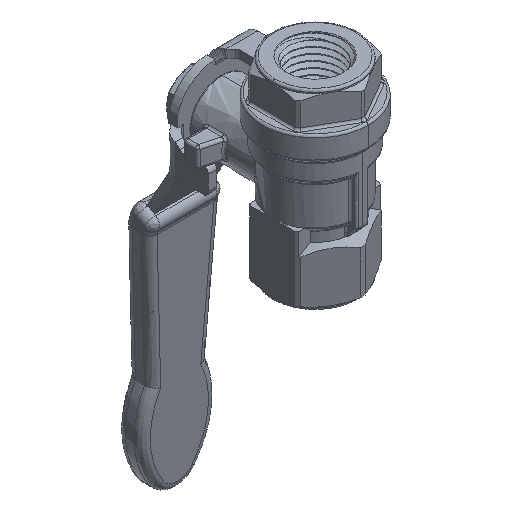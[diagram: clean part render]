
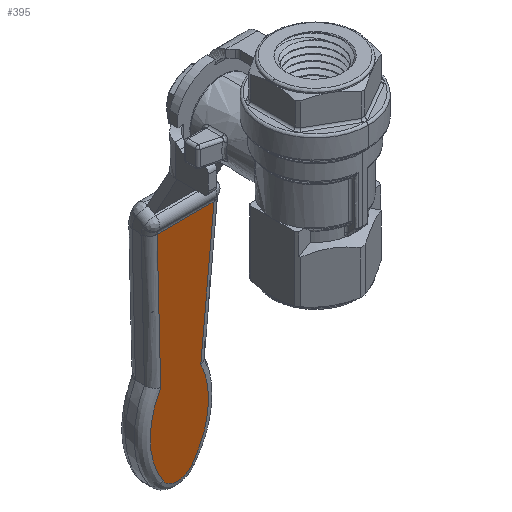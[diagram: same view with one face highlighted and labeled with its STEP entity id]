
A CAD part, isometric view. The second image highlights one B-rep face of the part: STEP entity #395.
In plain terms, the highlighted free-form (B-spline) face has degree [1, 1] with [2, 2] control points.
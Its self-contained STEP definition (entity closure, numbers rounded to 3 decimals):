
#24 = VERTEX_POINT('',#25);
#25 = CARTESIAN_POINT('',(-7.066,32.177,
    -27.317));
#46 = VERTEX_POINT('',#47);
#47 = CARTESIAN_POINT('',(-4.978,33.386,
    -61.93));
#64 = EDGE_CURVE('',#24,#46,#65,.T.);
#65 = B_SPLINE_CURVE_WITH_KNOTS('',1,(#66,#67),.UNSPECIFIED.,.F.,.F.,(2,
    2),(-32.381,0.503),.PIECEWISE_BEZIER_KNOTS.);
#66 = CARTESIAN_POINT('',(-7.066,32.177,
    -27.317));
#67 = CARTESIAN_POINT('',(-4.978,33.386,
    -61.93));
#166 = VERTEX_POINT('',#167);
#167 = CARTESIAN_POINT('',(4.978,33.386,
    -61.93));
#192 = VERTEX_POINT('',#193);
#193 = CARTESIAN_POINT('',(7.066,32.177,
    -27.317));
#206 = EDGE_CURVE('',#166,#192,#207,.T.);
#207 = B_SPLINE_CURVE_WITH_KNOTS('',1,(#208,#209),.UNSPECIFIED.,.F.,.F.,
  (2,2),(-32.999,-0.115),.PIECEWISE_BEZIER_KNOTS.);
#208 = CARTESIAN_POINT('',(4.978,33.386,
    -61.93));
#209 = CARTESIAN_POINT('',(7.066,32.177,
    -27.317));
#395 = ADVANCED_FACE('',(#396),#427,.F.);
#396 = FACE_BOUND('',#397,.T.);
#397 = EDGE_LOOP('',(#398,#403,#404,#412,#420,#426));
#398 = ORIENTED_EDGE('',*,*,#399,.F.);
#399 = EDGE_CURVE('',#24,#192,#400,.T.);
#400 = B_SPLINE_CURVE_WITH_KNOTS('',1,(#401,#402),.UNSPECIFIED.,.F.,.F.,
  (2,2),(-15.303,-1.908),.PIECEWISE_BEZIER_KNOTS.);
#401 = CARTESIAN_POINT('',(-7.066,32.177,
    -27.317));
#402 = CARTESIAN_POINT('',(7.066,32.177,
    -27.317));
#403 = ORIENTED_EDGE('',*,*,#64,.T.);
#404 = ORIENTED_EDGE('',*,*,#405,.T.);
#405 = EDGE_CURVE('',#46,#406,#408,.T.);
#406 = VERTEX_POINT('',#407);
#407 = CARTESIAN_POINT('',(-3.559,34.125,
    -83.095));
#408 = ( BOUNDED_CURVE() B_SPLINE_CURVE(2,(#409,#410,#411),
.UNSPECIFIED.,.F.,.F.) B_SPLINE_CURVE_WITH_KNOTS((3,3),(1.102,
2.174),.PIECEWISE_BEZIER_KNOTS.) CURVE() 
GEOMETRIC_REPRESENTATION_ITEM() RATIONAL_B_SPLINE_CURVE((1.,
0.86,1.)) REPRESENTATION_ITEM('') );
#409 = CARTESIAN_POINT('',(-4.978,33.386,
    -61.93));
#410 = CARTESIAN_POINT('',(-10.557,33.77,
    -72.933));
#411 = CARTESIAN_POINT('',(-3.559,34.125,
    -83.095));
#412 = ORIENTED_EDGE('',*,*,#413,.T.);
#413 = EDGE_CURVE('',#406,#414,#416,.T.);
#414 = VERTEX_POINT('',#415);
#415 = CARTESIAN_POINT('',(3.559,34.125,
    -83.095));
#416 = ( BOUNDED_CURVE() B_SPLINE_CURVE(2,(#417,#418,#419),
.UNSPECIFIED.,.F.,.F.) B_SPLINE_CURVE_WITH_KNOTS((3,3),(2.174,
4.11),.PIECEWISE_BEZIER_KNOTS.) CURVE() 
GEOMETRIC_REPRESENTATION_ITEM() RATIONAL_B_SPLINE_CURVE((1.,
0.567,1.)) REPRESENTATION_ITEM('') );
#417 = CARTESIAN_POINT('',(-3.559,34.125,
    -83.095));
#418 = CARTESIAN_POINT('',(0.,34.306,
    -88.263));
#419 = CARTESIAN_POINT('',(3.559,34.125,
    -83.095));
#420 = ORIENTED_EDGE('',*,*,#421,.T.);
#421 = EDGE_CURVE('',#414,#166,#422,.T.);
#422 = ( BOUNDED_CURVE() B_SPLINE_CURVE(2,(#423,#424,#425),
.UNSPECIFIED.,.F.,.F.) B_SPLINE_CURVE_WITH_KNOTS((3,3),(4.11,
5.181),.PIECEWISE_BEZIER_KNOTS.) CURVE() 
GEOMETRIC_REPRESENTATION_ITEM() RATIONAL_B_SPLINE_CURVE((1.,
0.86,1.)) REPRESENTATION_ITEM('') );
#423 = CARTESIAN_POINT('',(3.559,34.125,
    -83.095));
#424 = CARTESIAN_POINT('',(10.557,33.77,
    -72.933));
#425 = CARTESIAN_POINT('',(4.978,33.386,
    -61.93));
#426 = ORIENTED_EDGE('',*,*,#206,.T.);
#427 = B_SPLINE_SURFACE_WITH_KNOTS('',1,1,(
    (#428,#429)
    ,(#430,#431
    )),.UNSPECIFIED.,.F.,.F.,.F.,(2,2),(2,2),(-12.942,
    41.728),(-19.699,-6.009),
  .PIECEWISE_BEZIER_KNOTS.);
#428 = CARTESIAN_POINT('',(-7.222,34.19,
    -84.965));
#429 = CARTESIAN_POINT('',(7.222,34.19,
    -84.965));
#430 = CARTESIAN_POINT('',(-7.222,32.177,
    -27.317));
#431 = CARTESIAN_POINT('',(7.222,32.177,
    -27.317));
